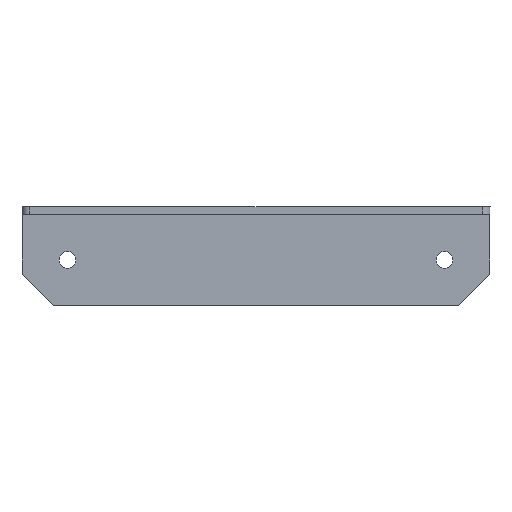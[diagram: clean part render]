
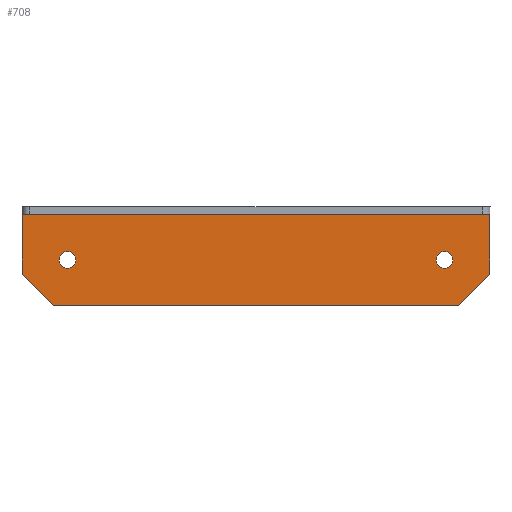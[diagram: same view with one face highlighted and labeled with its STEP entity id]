
A CAD part, left-side view. The second image highlights one B-rep face of the part: STEP entity #708.
In plain terms, the highlighted planar face has unit normal (-1, 0, 0).
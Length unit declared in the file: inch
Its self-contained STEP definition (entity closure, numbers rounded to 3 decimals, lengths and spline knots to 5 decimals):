
#6 = CARTESIAN_POINT ( 'NONE',  ( 7.65853, 2.98228, -0.68898 ) ) ;
#11 = CARTESIAN_POINT ( 'NONE',  ( 7.65853, 3.54331, -0.90551 ) ) ;
#46 = VECTOR ( 'NONE', #1301, 39.37008 ) ;
#51 = ORIENTED_EDGE ( 'NONE', *, *, #1457, .F. ) ;
#53 = CARTESIAN_POINT ( 'NONE',  ( 7.65853, 3.07087, -1.37795 ) ) ;
#72 = AXIS2_PLACEMENT_3D ( 'NONE', #468, #731, #1611 ) ;
#82 = CARTESIAN_POINT ( 'NONE',  ( 7.65853, -3.54331, -0.90551 ) ) ;
#136 = EDGE_CURVE ( 'NONE', #1603, #342, #241, .T. ) ;
#141 = PLANE ( 'NONE',  #1367 ) ;
#158 = EDGE_CURVE ( 'NONE', #743, #876, #1171, .T. ) ;
#192 = CIRCLE ( 'NONE', #1024, 0.12795 ) ;
#196 = VECTOR ( 'NONE', #1395, 39.37008 ) ;
#241 = LINE ( 'NONE', #867, #538 ) ;
#246 = CARTESIAN_POINT ( 'NONE',  ( 7.65853, -2.85433, -0.68898 ) ) ;
#251 = CARTESIAN_POINT ( 'NONE',  ( 7.65853, -3.07087, -1.37796 ) ) ;
#264 = CARTESIAN_POINT ( 'NONE',  ( 7.65853, 3.54331, -1.37795 ) ) ;
#273 = CARTESIAN_POINT ( 'NONE',  ( 7.65853, -3.54331, 0. ) ) ;
#277 = CARTESIAN_POINT ( 'NONE',  ( 7.65853, -2.98228, -0.68898 ) ) ;
#282 = ORIENTED_EDGE ( 'NONE', *, *, #304, .F. ) ;
#293 = CARTESIAN_POINT ( 'NONE',  ( 7.65853, -2.72638, -0.68898 ) ) ;
#298 = VERTEX_POINT ( 'NONE', #1380 ) ;
#301 = EDGE_CURVE ( 'NONE', #454, #922, #972, .T. ) ;
#304 = EDGE_CURVE ( 'NONE', #996, #1165, #1305, .T. ) ;
#309 = DIRECTION ( 'NONE',  ( -1., 0., 0. ) ) ;
#317 = EDGE_LOOP ( 'NONE', ( #1464, #51 ) ) ;
#322 = DIRECTION ( 'NONE',  ( 0., -1., 0. ) ) ;
#342 = VERTEX_POINT ( 'NONE', #251 ) ;
#366 = CARTESIAN_POINT ( 'NONE',  ( 7.65853, -2.85433, -0.68898 ) ) ;
#383 = DIRECTION ( 'NONE',  ( -1., 0., 0. ) ) ;
#418 = ORIENTED_EDGE ( 'NONE', *, *, #1088, .T. ) ;
#454 = VERTEX_POINT ( 'NONE', #293 ) ;
#468 = CARTESIAN_POINT ( 'NONE',  ( 7.65853, 2.85433, -0.68898 ) ) ;
#480 = CARTESIAN_POINT ( 'NONE',  ( 7.65853, 3.07087, -1.37795 ) ) ;
#481 = AXIS2_PLACEMENT_3D ( 'NONE', #246, #383, #631 ) ;
#538 = VECTOR ( 'NONE', #1232, 39.37008 ) ;
#540 = ORIENTED_EDGE ( 'NONE', *, *, #994, .F. ) ;
#543 = EDGE_LOOP ( 'NONE', ( #802, #1054 ) ) ;
#615 = VERTEX_POINT ( 'NONE', #480 ) ;
#629 = EDGE_CURVE ( 'NONE', #922, #454, #192, .T. ) ;
#631 = DIRECTION ( 'NONE',  ( 0., 1., 0. ) ) ;
#677 = EDGE_CURVE ( 'NONE', #615, #342, #1164, .T. ) ;
#689 = CARTESIAN_POINT ( 'NONE',  ( 7.65853, -3.54331, -0.90551 ) ) ;
#708 = ADVANCED_FACE ( 'NONE', ( #1089, #1326, #1148 ), #141, .T. ) ;
#731 = DIRECTION ( 'NONE',  ( -1., 0., 0. ) ) ;
#743 = VERTEX_POINT ( 'NONE', #6 ) ;
#769 = DIRECTION ( 'NONE',  ( 0., -1., 0. ) ) ;
#802 = ORIENTED_EDGE ( 'NONE', *, *, #301, .F. ) ;
#803 = CARTESIAN_POINT ( 'NONE',  ( 7.65853, 3.54331, 0. ) ) ;
#850 = LINE ( 'NONE', #273, #46 ) ;
#867 = CARTESIAN_POINT ( 'NONE',  ( 7.65853, -3.54331, -0.90551 ) ) ;
#876 = VERTEX_POINT ( 'NONE', #1174 ) ;
#888 = CIRCLE ( 'NONE', #1288, 0.12795 ) ;
#922 = VERTEX_POINT ( 'NONE', #277 ) ;
#951 = LINE ( 'NONE', #82, #1351 ) ;
#969 = CARTESIAN_POINT ( 'NONE',  ( 7.65853, 2.85433, -0.68898 ) ) ;
#972 = CIRCLE ( 'NONE', #481, 0.12795 ) ;
#994 = EDGE_CURVE ( 'NONE', #615, #996, #1517, .T. ) ;
#996 = VERTEX_POINT ( 'NONE', #1177 ) ;
#1024 = AXIS2_PLACEMENT_3D ( 'NONE', #366, #1489, #1092 ) ;
#1054 = ORIENTED_EDGE ( 'NONE', *, *, #629, .F. ) ;
#1077 = DIRECTION ( 'NONE',  ( 0., 0., 1. ) ) ;
#1088 = EDGE_CURVE ( 'NONE', #298, #1165, #850, .T. ) ;
#1089 = FACE_OUTER_BOUND ( 'NONE', #1495, .T. ) ;
#1092 = DIRECTION ( 'NONE',  ( 0., -1., 0. ) ) ;
#1148 = FACE_BOUND ( 'NONE', #543, .T. ) ;
#1164 = LINE ( 'NONE', #1371, #1482 ) ;
#1165 = VERTEX_POINT ( 'NONE', #803 ) ;
#1171 = CIRCLE ( 'NONE', #72, 0.12795 ) ;
#1174 = CARTESIAN_POINT ( 'NONE',  ( 7.65853, 2.72638, -0.68898 ) ) ;
#1177 = CARTESIAN_POINT ( 'NONE',  ( 7.65853, 3.54331, -0.90551 ) ) ;
#1232 = DIRECTION ( 'NONE',  ( 0., 0.707, -0.707 ) ) ;
#1261 = DIRECTION ( 'NONE',  ( -1., 0., 0. ) ) ;
#1288 = AXIS2_PLACEMENT_3D ( 'NONE', #969, #309, #322 ) ;
#1301 = DIRECTION ( 'NONE',  ( 0., 1., 0. ) ) ;
#1302 = DIRECTION ( 'NONE',  ( 0., 0.707, 0.707 ) ) ;
#1305 = LINE ( 'NONE', #11, #196 ) ;
#1326 = FACE_BOUND ( 'NONE', #317, .T. ) ;
#1351 = VECTOR ( 'NONE', #1077, 39.37008 ) ;
#1365 = ORIENTED_EDGE ( 'NONE', *, *, #136, .F. ) ;
#1367 = AXIS2_PLACEMENT_3D ( 'NONE', #264, #1261, #1393 ) ;
#1371 = CARTESIAN_POINT ( 'NONE',  ( 7.65853, 3.07087, -1.37795 ) ) ;
#1380 = CARTESIAN_POINT ( 'NONE',  ( 7.65853, -3.54331, 0. ) ) ;
#1393 = DIRECTION ( 'NONE',  ( 0., 0., 1. ) ) ;
#1395 = DIRECTION ( 'NONE',  ( 0., 0., 1. ) ) ;
#1407 = ORIENTED_EDGE ( 'NONE', *, *, #677, .T. ) ;
#1437 = EDGE_CURVE ( 'NONE', #1603, #298, #951, .T. ) ;
#1444 = VECTOR ( 'NONE', #1302, 39.37008 ) ;
#1457 = EDGE_CURVE ( 'NONE', #876, #743, #888, .T. ) ;
#1464 = ORIENTED_EDGE ( 'NONE', *, *, #158, .F. ) ;
#1482 = VECTOR ( 'NONE', #769, 39.37008 ) ;
#1489 = DIRECTION ( 'NONE',  ( -1., 0., 0. ) ) ;
#1495 = EDGE_LOOP ( 'NONE', ( #1407, #1365, #1577, #418, #282, #540 ) ) ;
#1517 = LINE ( 'NONE', #53, #1444 ) ;
#1577 = ORIENTED_EDGE ( 'NONE', *, *, #1437, .T. ) ;
#1603 = VERTEX_POINT ( 'NONE', #689 ) ;
#1611 = DIRECTION ( 'NONE',  ( 0., 1., 0. ) ) ;
